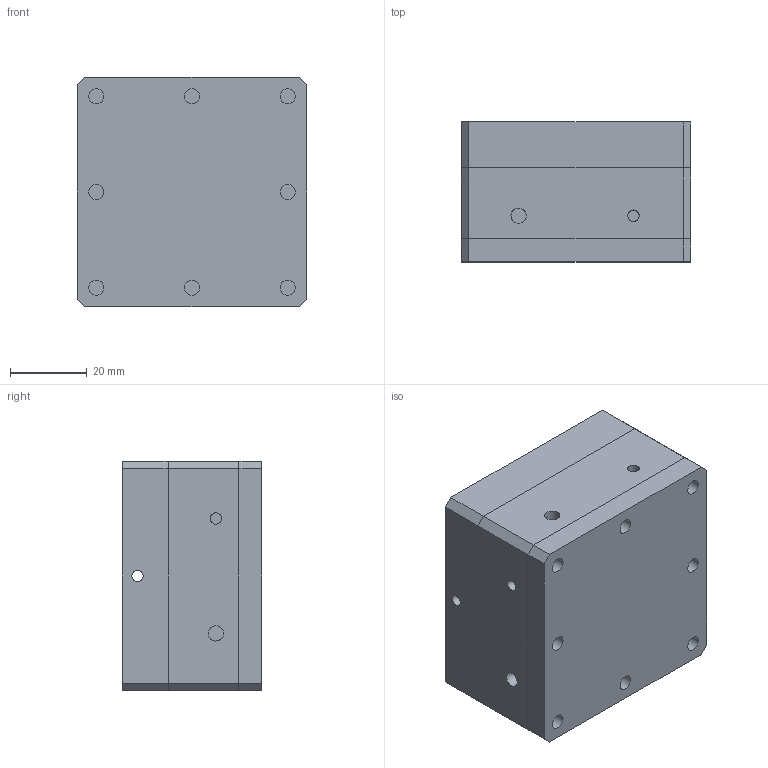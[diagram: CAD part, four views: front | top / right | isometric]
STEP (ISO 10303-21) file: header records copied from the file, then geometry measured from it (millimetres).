
FILE_DESCRIPTION(/* description */ (''),/* implementation_level */ '2;1');
FILE_NAME(/* name */ '00_XY_stage-CHUO_SEIKI_LD-647-R1.iam.step',/* time_stamp */ '2022-11-29T08:51:40+01:00',/* author */ ('diederichbenedict'),/* organization */ (''),/* preprocessor_version */ 'ST-DEVELOPER v18.1',/* originating_system */ 'Autodesk Inventor 2022',/* authorisation */ '');
FILE_SCHEMA (('AUTOMOTIVE_DESIGN { 1 0 10303 214 3 1 1 }'));
Length unit declared in the file: millimetre
Products named in the file (4): 00_XY_stage-CHUO_SEIKI_LD-647-R1; 00_XY_stage-CHUO_SEIKI_LD-647-R1-Top; 00_XY_stage-CHUO_SEIKI_LD-647-R1-Middle; 00_XY_stage-CHUO_SEIKI_LD-647-R1-Bottom
Assembly tree (3 placements, depth 2):
  00_XY_stage-CHUO_SEIKI_LD-647-R1
    00_XY_stage-CHUO_SEIKI_LD-647-R1-Top
    00_XY_stage-CHUO_SEIKI_LD-647-R1-Middle
    00_XY_stage-CHUO_SEIKI_LD-647-R1-Bottom
Bounding box: 60 x 36.5 x 60 mm (x, y, z)
Volume: 124906.8 mm3; surface area: 34378.5 mm2
Topology: 3 solids, 3 shells, 89 faces, 210 edges, 142 vertices
Faces by surface type: plane 46, cylinder 39, cone 4
Full cylindrical faces by diameter (mm): 2.9 x8, 3 x10, 3.9 x12, 4 x4, 4.65 x4, 15 x1
Entity records: 3152 total; most frequent: CARTESIAN_POINT 851, DIRECTION 444, ORIENTED_EDGE 412, EDGE_CURVE 206, AXIS2_PLACEMENT_3D 164, EDGE_LOOP 146, VERTEX_POINT 142, LINE 116
